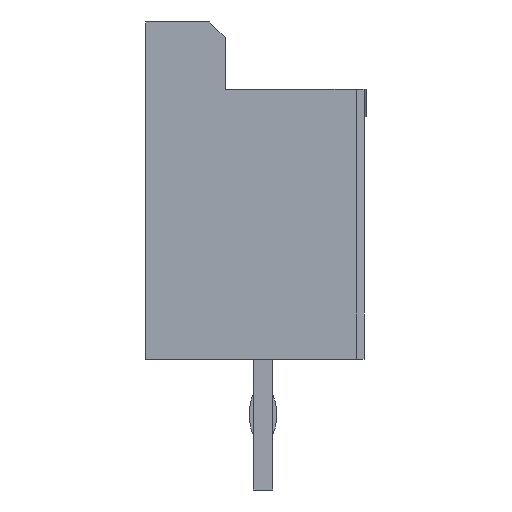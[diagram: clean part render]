
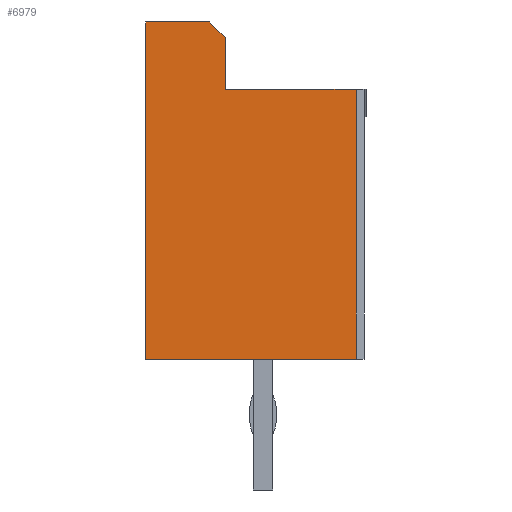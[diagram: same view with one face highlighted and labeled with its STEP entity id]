
A CAD part, left-side view. The second image highlights one B-rep face of the part: STEP entity #6979.
In plain terms, the highlighted planar face has unit normal (-1, 0, 0).
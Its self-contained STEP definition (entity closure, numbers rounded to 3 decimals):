
#417=FACE_OUTER_BOUND('',#813,.T.);
#813=EDGE_LOOP('',(#6191,#6192,#6193,#6194,#6195,#6196,#6197));
#834=LINE('',#9133,#1786);
#928=LINE('',#9321,#1880);
#994=LINE('',#9450,#1946);
#1675=LINE('',#10867,#2627);
#1683=LINE('',#10882,#2635);
#1689=LINE('',#10893,#2641);
#1763=LINE('',#11042,#2715);
#1786=VECTOR('',#7404,8.5);
#1880=VECTOR('',#7510,3.3);
#1946=VECTOR('',#7610,5.3);
#2627=VECTOR('',#8877,1.3);
#2635=VECTOR('',#8891,0.566);
#2641=VECTOR('',#8901,1.6);
#2715=VECTOR('',#9069,6.8);
#2738=VERTEX_POINT('',#9130);
#2739=VERTEX_POINT('',#9132);
#2826=VERTEX_POINT('',#9318);
#2827=VERTEX_POINT('',#9320);
#2873=VERTEX_POINT('',#9448);
#3316=VERTEX_POINT('',#10865);
#3320=VERTEX_POINT('',#10880);
#3364=EDGE_CURVE('',#2739,#2738,#834,.T.);
#3458=EDGE_CURVE('',#2827,#2826,#928,.T.);
#3524=EDGE_CURVE('',#2738,#2873,#994,.T.);
#4221=EDGE_CURVE('',#2826,#3316,#1675,.T.);
#4229=EDGE_CURVE('',#3316,#3320,#1683,.T.);
#4235=EDGE_CURVE('',#2739,#3320,#1689,.T.);
#4309=EDGE_CURVE('',#2827,#2873,#1763,.T.);
#6191=ORIENTED_EDGE('',*,*,#3458,.T.);
#6192=ORIENTED_EDGE('',*,*,#4221,.T.);
#6193=ORIENTED_EDGE('',*,*,#4229,.T.);
#6194=ORIENTED_EDGE('',*,*,#4235,.F.);
#6195=ORIENTED_EDGE('',*,*,#3364,.T.);
#6196=ORIENTED_EDGE('',*,*,#3524,.T.);
#6197=ORIENTED_EDGE('',*,*,#4309,.F.);
#6609=PLANE('',#7379);
#6979=ADVANCED_FACE('',(#417),#6609,.T.);
#7379=AXIS2_PLACEMENT_3D('',#11041,#9067,#9068);
#7404=DIRECTION('',(0.,0.,-1.));
#7510=DIRECTION('',(0.,1.,0.));
#7610=DIRECTION('',(0.,-1.,0.));
#8877=DIRECTION('',(0.,0.,1.));
#8891=DIRECTION('',(0.,0.707,0.707));
#8901=DIRECTION('',(0.,-1.,0.));
#9067=DIRECTION('center_axis',(-1.,0.,0.));
#9068=DIRECTION('ref_axis',(0.,0.,-1.));
#9069=DIRECTION('',(0.,0.,-1.));
#9130=CARTESIAN_POINT('',(-24.15,2.95,0.));
#9132=CARTESIAN_POINT('',(-24.15,2.95,8.5));
#9133=CARTESIAN_POINT('',(-24.15,2.95,8.5));
#9318=CARTESIAN_POINT('',(-24.15,0.95,6.8));
#9320=CARTESIAN_POINT('',(-24.15,-2.35,6.8));
#9321=CARTESIAN_POINT('',(-24.15,-2.35,6.8));
#9448=CARTESIAN_POINT('',(-24.15,-2.35,0.));
#9450=CARTESIAN_POINT('',(-24.15,2.95,0.));
#10865=CARTESIAN_POINT('',(-24.15,0.95,8.1));
#10867=CARTESIAN_POINT('',(-24.15,0.95,6.8));
#10880=CARTESIAN_POINT('',(-24.15,1.35,8.5));
#10882=CARTESIAN_POINT('',(-24.15,0.95,8.1));
#10893=CARTESIAN_POINT('',(-24.15,2.95,8.5));
#11041=CARTESIAN_POINT('Origin',(-24.15,2.95,8.5));
#11042=CARTESIAN_POINT('',(-24.15,-2.35,6.8));
